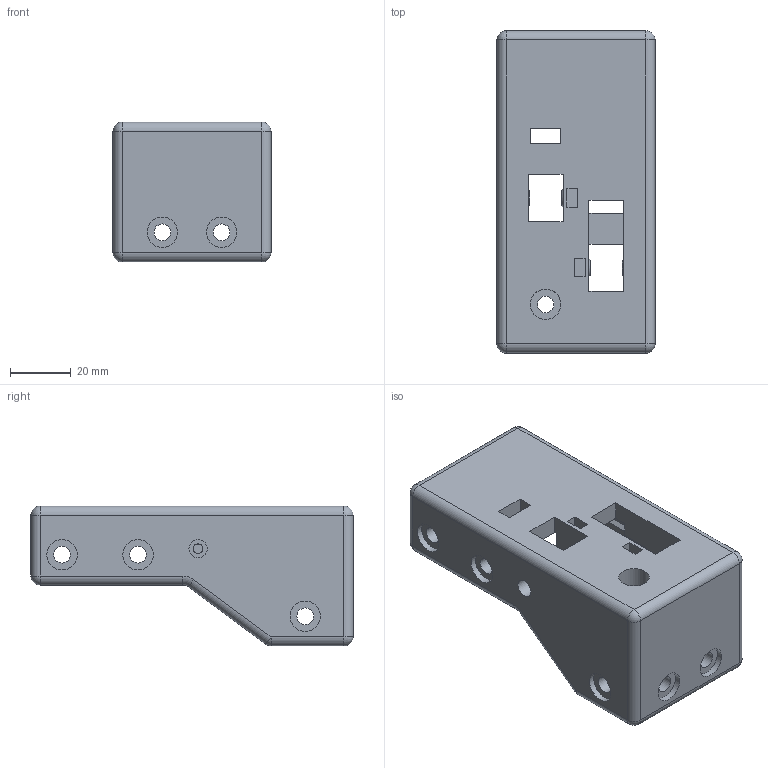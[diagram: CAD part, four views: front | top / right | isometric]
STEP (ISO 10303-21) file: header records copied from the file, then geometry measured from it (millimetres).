
FILE_DESCRIPTION(/* description */ (''),/* implementation_level */ '2;1');
FILE_NAME(/* name */ 'Step''s/1-Rear_Idler_left_Squire v15.step',/* time_stamp */ '2019-10-20T16:56:13-04:00',/* author */ (''),/* organization */ (''),/* preprocessor_version */ 'ST-DEVELOPER v18',/* originating_system */ 'Autodesk Translation Framework v8.6.0.1094',/* authorisation */ '');
FILE_SCHEMA (('AUTOMOTIVE_DESIGN { 1 0 10303 214 3 1 1 }'));
Length unit declared in the file: millimetre
Products named in the file (1): 1-Rear_Idler_left_Squire
Bounding box: 52 x 106 x 46 mm (x, y, z)
Volume: 99869.8 mm3; surface area: 30263.7 mm2
Topology: 1 solids, 1 shells, 145 faces, 390 edges, 262 vertices
Faces by surface type: plane 82, cylinder 47, sphere 10, cone 4, torus 2
Full cylindrical faces by diameter (mm): 3.2 x6, 5.5 x9, 6 x2, 10 x9
Entity records: 4708 total; most frequent: DIRECTION 826, CARTESIAN_POINT 798, ORIENTED_EDGE 780, EDGE_CURVE 390, AXIS2_PLACEMENT_3D 290, VERTEX_POINT 262, LINE 246, VECTOR 246
